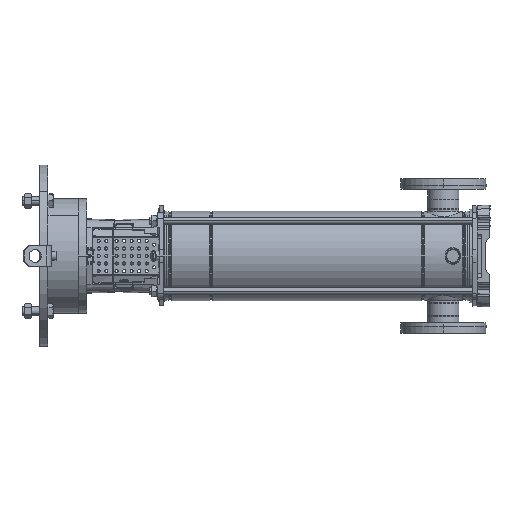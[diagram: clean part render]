
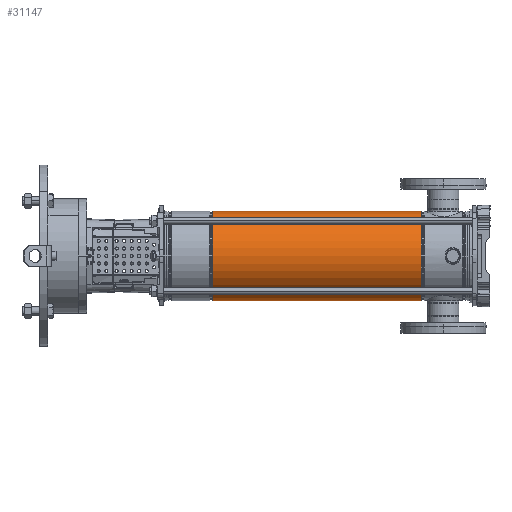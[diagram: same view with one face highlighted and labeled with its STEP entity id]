
A CAD part, left-side view. The second image highlights one B-rep face of the part: STEP entity #31147.
In plain terms, the highlighted cylindrical face has radius 85.9 mm (diameter 171.8 mm), a partial arc.
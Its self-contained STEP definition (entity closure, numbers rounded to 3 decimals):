
#316 = AXIS2_PLACEMENT_3D ( 'NONE', #39558, #26199, #57811 ) ;
#3563 = ORIENTED_EDGE ( 'NONE', *, *, #30284, .F. ) ;
#6813 = CARTESIAN_POINT ( 'NONE',  ( 0., 0., 0. ) ) ;
#7112 = DIRECTION ( 'NONE',  ( 0., 0., -1. ) ) ;
#7403 = ORIENTED_EDGE ( 'NONE', *, *, #27803, .F. ) ;
#7428 = DIRECTION ( 'NONE',  ( -1., 0., 0. ) ) ;
#8185 = VERTEX_POINT ( 'NONE', #29878 ) ;
#11935 = LINE ( 'NONE', #49322, #58243 ) ;
#13031 = AXIS2_PLACEMENT_3D ( 'NONE', #16440, #34999, #57479 ) ;
#14352 = ORIENTED_EDGE ( 'NONE', *, *, #43847, .T. ) ;
#16440 = CARTESIAN_POINT ( 'NONE',  ( 0., 0., 495.103 ) ) ;
#17176 = FACE_OUTER_BOUND ( 'NONE', #54841, .T. ) ;
#20462 = CARTESIAN_POINT ( 'NONE',  ( -85.9, 0., 93.897 ) ) ;
#26199 = DIRECTION ( 'NONE',  ( 0., 0., -1. ) ) ;
#26583 = CIRCLE ( 'NONE', #316, 85.9 ) ;
#27803 = EDGE_CURVE ( 'NONE', #49996, #42036, #26583, .T. ) ;
#29878 = CARTESIAN_POINT ( 'NONE',  ( 85.9, 0., 495.103 ) ) ;
#30284 = EDGE_CURVE ( 'NONE', #8185, #49996, #54523, .T. ) ;
#31147 = ADVANCED_FACE ( 'NONE', ( #17176 ), #49366, .T. ) ;
#34776 = DIRECTION ( 'NONE',  ( 0., 0., -1. ) ) ;
#34999 = DIRECTION ( 'NONE',  ( 0., 0., -1. ) ) ;
#36900 = CARTESIAN_POINT ( 'NONE',  ( 85.9, 0., 0. ) ) ;
#37568 = EDGE_CURVE ( 'NONE', #8185, #48469, #39228, .T. ) ;
#38466 = VECTOR ( 'NONE', #55135, 1000. ) ;
#39228 = CIRCLE ( 'NONE', #13031, 85.9 ) ;
#39558 = CARTESIAN_POINT ( 'NONE',  ( 0., 0., 93.897 ) ) ;
#40595 = CARTESIAN_POINT ( 'NONE',  ( 85.9, 0., 93.897 ) ) ;
#41363 = AXIS2_PLACEMENT_3D ( 'NONE', #6813, #7112, #7428 ) ;
#42036 = VERTEX_POINT ( 'NONE', #20462 ) ;
#43847 = EDGE_CURVE ( 'NONE', #48469, #42036, #11935, .T. ) ;
#48469 = VERTEX_POINT ( 'NONE', #50367 ) ;
#49322 = CARTESIAN_POINT ( 'NONE',  ( -85.9, 0., 0. ) ) ;
#49366 = CYLINDRICAL_SURFACE ( 'NONE', #41363, 85.9 ) ;
#49996 = VERTEX_POINT ( 'NONE', #40595 ) ;
#50367 = CARTESIAN_POINT ( 'NONE',  ( -85.9, 0., 495.103 ) ) ;
#53289 = ORIENTED_EDGE ( 'NONE', *, *, #37568, .T. ) ;
#54523 = LINE ( 'NONE', #36900, #38466 ) ;
#54841 = EDGE_LOOP ( 'NONE', ( #3563, #53289, #14352, #7403 ) ) ;
#55135 = DIRECTION ( 'NONE',  ( 0., 0., -1. ) ) ;
#57479 = DIRECTION ( 'NONE',  ( -1., 0., 0. ) ) ;
#57811 = DIRECTION ( 'NONE',  ( -1., 0., 0. ) ) ;
#58243 = VECTOR ( 'NONE', #34776, 1000. ) ;
